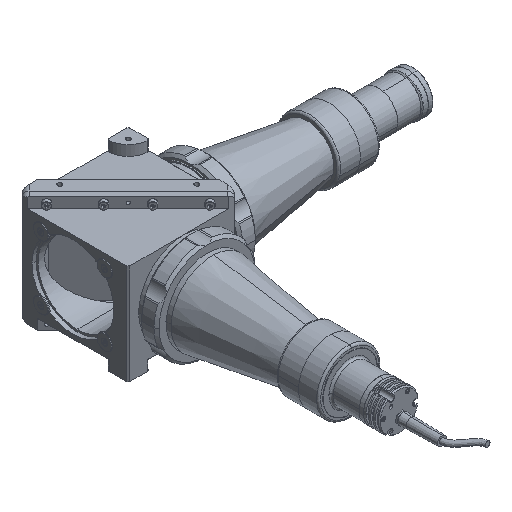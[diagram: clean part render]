
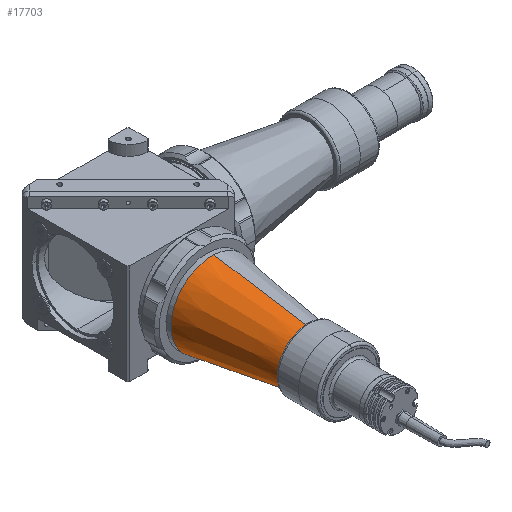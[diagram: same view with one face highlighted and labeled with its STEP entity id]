
A CAD part, isometric view. The second image highlights one B-rep face of the part: STEP entity #17703.
In plain terms, the highlighted conical face has half-angle 8.649 degrees and reference radius 40 mm.
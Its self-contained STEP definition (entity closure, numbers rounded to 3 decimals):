
#15 = DIRECTION ( 'NONE',  ( 0., 1., 0. ) ) ;
#1038 = CIRCLE ( 'NONE', #15276, 25.986 ) ;
#2119 = AXIS2_PLACEMENT_3D ( 'NONE', #10177, #14138, #23653 ) ;
#2845 = VERTEX_POINT ( 'NONE', #12607 ) ;
#2986 = ORIENTED_EDGE ( 'NONE', *, *, #4549, .T. ) ;
#3302 = CIRCLE ( 'NONE', #24035, 40. ) ;
#3368 = VERTEX_POINT ( 'NONE', #15763 ) ;
#4110 = AXIS2_PLACEMENT_3D ( 'NONE', #6130, #21643, #4344 ) ;
#4344 = DIRECTION ( 'NONE',  ( -0.999, 0., 0.047 ) ) ;
#4549 = EDGE_CURVE ( 'NONE', #16061, #13261, #25008, .T. ) ;
#4669 = ORIENTED_EDGE ( 'NONE', *, *, #6046, .T. ) ;
#4759 = DIRECTION ( 'NONE',  ( -0.999, 0., 0.047 ) ) ;
#5400 = EDGE_CURVE ( 'NONE', #13261, #3368, #12667, .T. ) ;
#6026 = FACE_OUTER_BOUND ( 'NONE', #14165, .T. ) ;
#6046 = EDGE_CURVE ( 'NONE', #3368, #10097, #3302, .T. ) ;
#6130 = CARTESIAN_POINT ( 'NONE',  ( 0., -81.77, 0. ) ) ;
#6322 = ORIENTED_EDGE ( 'NONE', *, *, #19268, .T. ) ;
#6867 = CARTESIAN_POINT ( 'NONE',  ( 1.223, -173.9, 25.958 ) ) ;
#6977 = CONICAL_SURFACE ( 'NONE', #13081, 40., 0.151 ) ;
#6986 = EDGE_CURVE ( 'NONE', #2845, #16061, #1038, .T. ) ;
#7729 = DIRECTION ( 'NONE',  ( -0.999, 0., 0.047 ) ) ;
#7929 = CARTESIAN_POINT ( 'NONE',  ( 0., -81.77, 0. ) ) ;
#9065 = DIRECTION ( 'NONE',  ( 0., 1., 0. ) ) ;
#9618 = CARTESIAN_POINT ( 'NONE',  ( 1.882, -81.77, 39.956 ) ) ;
#9755 = CARTESIAN_POINT ( 'NONE',  ( 0., -81.77, 0. ) ) ;
#10097 = VERTEX_POINT ( 'NONE', #12991 ) ;
#10101 = LINE ( 'NONE', #11753, #15271 ) ;
#10177 = CARTESIAN_POINT ( 'NONE',  ( 0., -173.9, 0. ) ) ;
#10215 = ORIENTED_EDGE ( 'NONE', *, *, #6986, .T. ) ;
#10699 = CARTESIAN_POINT ( 'NONE',  ( 1.882, -81.77, 39.956 ) ) ;
#11726 = VECTOR ( 'NONE', #25141, 1000. ) ;
#11753 = CARTESIAN_POINT ( 'NONE',  ( -1.882, -81.77, -39.956 ) ) ;
#12607 = CARTESIAN_POINT ( 'NONE',  ( -25.958, -173.9, 1.223 ) ) ;
#12667 = CIRCLE ( 'NONE', #4110, 40. ) ;
#12991 = CARTESIAN_POINT ( 'NONE',  ( -1.882, -81.77, -39.956 ) ) ;
#13081 = AXIS2_PLACEMENT_3D ( 'NONE', #7929, #15, #13666 ) ;
#13261 = VERTEX_POINT ( 'NONE', #10699 ) ;
#13666 = DIRECTION ( 'NONE',  ( -0.047, 0., -0.999 ) ) ;
#14138 = DIRECTION ( 'NONE',  ( 0., 1., 0. ) ) ;
#14165 = EDGE_LOOP ( 'NONE', ( #6322, #10215, #2986, #21254, #4669, #18605 ) ) ;
#14697 = CARTESIAN_POINT ( 'NONE',  ( 0., -173.9, 0. ) ) ;
#15271 = VECTOR ( 'NONE', #17605, 1000. ) ;
#15276 = AXIS2_PLACEMENT_3D ( 'NONE', #14697, #9065, #4759 ) ;
#15763 = CARTESIAN_POINT ( 'NONE',  ( -39.956, -81.77, 1.882 ) ) ;
#16061 = VERTEX_POINT ( 'NONE', #6867 ) ;
#17269 = DIRECTION ( 'NONE',  ( 0., -1., 0. ) ) ;
#17605 = DIRECTION ( 'NONE',  ( -0.007, 0.989, -0.15 ) ) ;
#17703 = ADVANCED_FACE ( 'NONE', ( #6026 ), #6977, .T. ) ;
#18605 = ORIENTED_EDGE ( 'NONE', *, *, #24251, .F. ) ;
#19210 = CIRCLE ( 'NONE', #2119, 25.986 ) ;
#19268 = EDGE_CURVE ( 'NONE', #20841, #2845, #19210, .T. ) ;
#20427 = CARTESIAN_POINT ( 'NONE',  ( -1.223, -173.9, -25.958 ) ) ;
#20841 = VERTEX_POINT ( 'NONE', #20427 ) ;
#21254 = ORIENTED_EDGE ( 'NONE', *, *, #5400, .T. ) ;
#21643 = DIRECTION ( 'NONE',  ( 0., -1., 0. ) ) ;
#23653 = DIRECTION ( 'NONE',  ( -0.999, 0., 0.047 ) ) ;
#24035 = AXIS2_PLACEMENT_3D ( 'NONE', #9755, #17269, #7729 ) ;
#24251 = EDGE_CURVE ( 'NONE', #20841, #10097, #10101, .T. ) ;
#25008 = LINE ( 'NONE', #9618, #11726 ) ;
#25141 = DIRECTION ( 'NONE',  ( 0.007, 0.989, 0.15 ) ) ;
